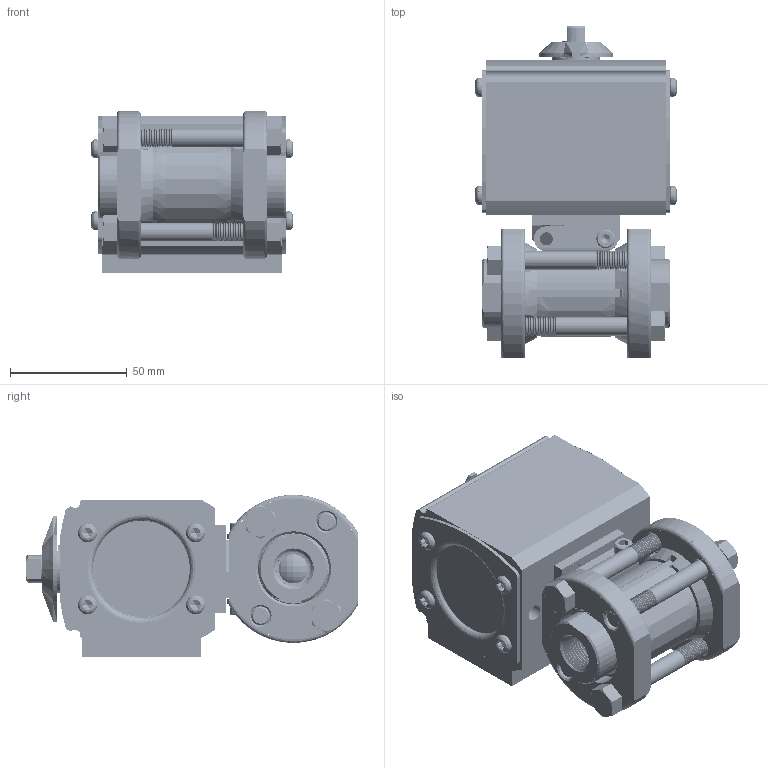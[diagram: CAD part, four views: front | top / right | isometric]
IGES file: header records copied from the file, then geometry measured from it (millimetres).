
Start section: SolidWorks IGES file using analytic representation for surfaces
Global section: file name: 27XXSEFA512D.igs; native system: SolidWorks 2018; preprocessor: SolidWorks 2018; author: ryanm; date: 180905.082727; units: inch
Bounding box: 86.49 x 142.33 x 69.6 mm (x, y, z)
Surface area: 139617.1 mm2 (no closed solid volume)
Topology: 0 solids, 0 shells, 3017 faces, 48775 edges, 48646 vertices
Faces by surface type: revolution 2343, bspline 674
